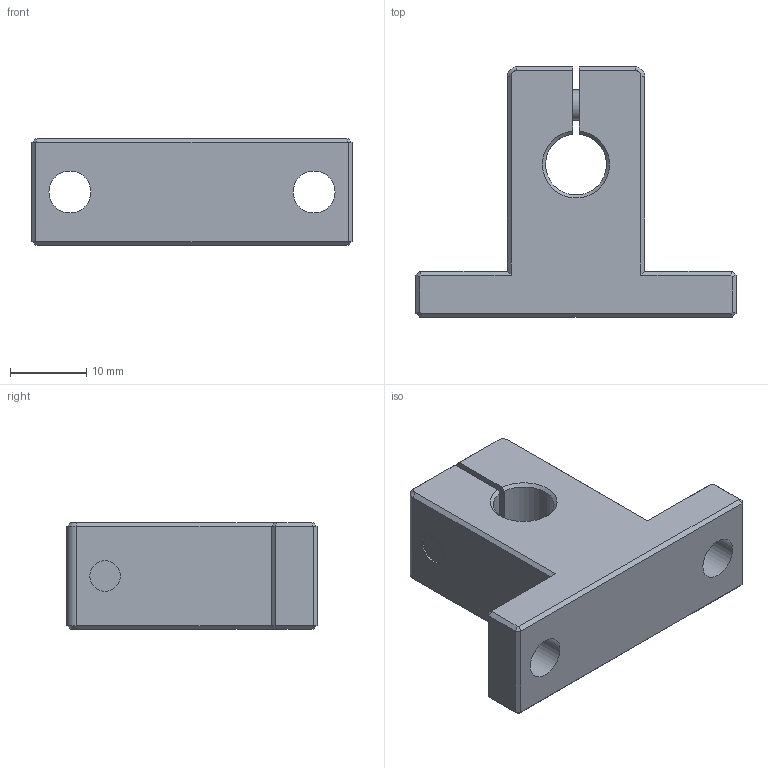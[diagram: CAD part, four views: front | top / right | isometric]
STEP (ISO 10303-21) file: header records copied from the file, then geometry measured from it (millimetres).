
FILE_DESCRIPTION(/* description */ ('STEP AP203'),/* implementation_level */ '2;1');
FILE_NAME(/* name */ 'SH8',/* time_stamp */ '2022-08-20T08:56:37+02:00',/* author */ ('License CC BY-ND 4.0'),/* organization */ ('CADENAS'),/* preprocessor_version */ 'ST-DEVELOPER v18.102',/* originating_system */ 'PARTsolutions',/* authorisation */ ' ');
FILE_SCHEMA (('CONFIG_CONTROL_DESIGN'));
Length unit declared in the file: millimetre
Products named in the file (3): SH8; SH8screwscrew; SH8_body
Assembly tree (2 placements, depth 2):
  SH8
    SH8screwscrew
    SH8_body
Bounding box: 42 x 32.8 x 14 mm (x, y, z)
Volume: 9131 mm3; surface area: 4569.7 mm2
Topology: 2 solids, 2 shells, 74 faces, 174 edges, 106 vertices
Faces by surface type: plane 54, cylinder 10, cone 9, torus 1
Full cylindrical faces by diameter (mm): 4 x3, 5.5 x2, 8 x2
Entity records: 2083 total; most frequent: CARTESIAN_POINT 356, DIRECTION 339, ORIENTED_EDGE 320, EDGE_CURVE 160, LINE 125, VECTOR 125, AXIS2_PLACEMENT_3D 107, VERTEX_POINT 103
